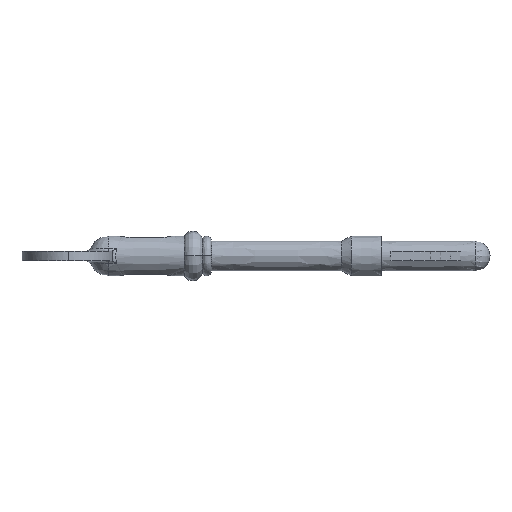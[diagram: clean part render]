
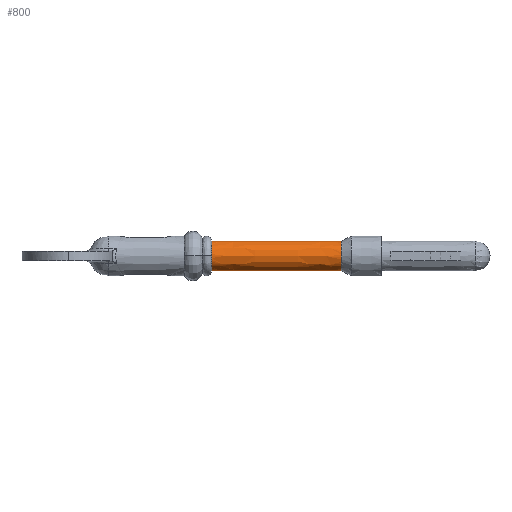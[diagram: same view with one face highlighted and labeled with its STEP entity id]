
A CAD part, front view. The second image highlights one B-rep face of the part: STEP entity #800.
In plain terms, the highlighted free-form (B-spline) face has degree [3, 3] with [11, 4] control points.
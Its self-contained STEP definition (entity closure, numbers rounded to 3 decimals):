
#117=ORIENTED_EDGE('trim curve',*,*,#456,.T.);
#118=ORIENTED_EDGE('trim curve',*,*,#457,.T.);
#119=ORIENTED_EDGE('trim curve',*,*,#458,.T.);
#120=ORIENTED_EDGE('trim curve',*,*,#453,.F.);
#121=ORIENTED_EDGE('trim curve',*,*,#459,.T.);
#343=VERTEX_POINT('Trimming Point',#1443);
#344=VERTEX_POINT('Trimming Point',#1450);
#345=VERTEX_POINT('Trimming Point',#1550);
#346=VERTEX_POINT('Trimming Point',#1562);
#347=VERTEX_POINT('Trimming Point',#1575);
#453=EDGE_CURVE('Edge Curve',#343,#344,#590,.T.);
#456=EDGE_CURVE('Edge Curve',#345,#346,#593,.T.);
#457=EDGE_CURVE('Edge Curve',#346,#347,#594,.T.);
#458=EDGE_CURVE('Edge Curve',#347,#344,#595,.T.);
#459=EDGE_CURVE('Edge Curve',#343,#345,#596,.T.);
#590=(
BOUNDED_CURVE()
B_SPLINE_CURVE(3,(#1444,#1445,#1446,#1447,#1448,#1449,#1450),.UNSPECIFIED.,
.U.,.U.)
B_SPLINE_CURVE_WITH_KNOTS((4,1,1,1,4),(-1.204,-0.903,
-0.602,-0.301,0.),.UNSPECIFIED.)
CURVE()
GEOMETRIC_REPRESENTATION_ITEM()
RATIONAL_B_SPLINE_CURVE((1.,1.,1.,1.,1.,1.,1.))
REPRESENTATION_ITEM('node#4')
);
#593=(
BOUNDED_CURVE()
B_SPLINE_CURVE(3,(#1550,#1551,#1552,#1553,#1554,#1555,#1556,#1557,#1558,
#1559,#1560,#1561,#1562),.UNSPECIFIED.,.U.,.U.)
B_SPLINE_CURVE_WITH_KNOTS((4,3,3,3,4),(0.602,0.785,
0.967,1.161,1.204),.UNSPECIFIED.)
CURVE()
GEOMETRIC_REPRESENTATION_ITEM()
RATIONAL_B_SPLINE_CURVE((1.,0.975,0.975,1.,0.992,
0.992,1.,0.971,0.971,1.,0.996,
0.993,0.99))
REPRESENTATION_ITEM('node#4')
);
#594=(
BOUNDED_CURVE()
B_SPLINE_CURVE(3,(#1563,#1564,#1565,#1566,#1567,#1568,#1569,#1570,#1571,
#1572,#1573,#1574,#1575),.UNSPECIFIED.,.U.,.U.)
B_SPLINE_CURVE_WITH_KNOTS((4,3,3,3,4),(1.204,1.354,1.505,
1.655,1.806),.UNSPECIFIED.)
CURVE()
GEOMETRIC_REPRESENTATION_ITEM()
RATIONAL_B_SPLINE_CURVE((0.99,0.982,0.986,
1.,0.983,0.983,1.,0.983,0.983,
1.,0.983,0.983,1.))
REPRESENTATION_ITEM('node#4')
);
#595=(
BOUNDED_CURVE()
B_SPLINE_CURVE(3,(#1576,#1577,#1578,#1579),.UNSPECIFIED.,.U.,.U.)
B_SPLINE_CURVE_WITH_KNOTS((4,4),(0.128,0.557),.UNSPECIFIED.)
CURVE()
GEOMETRIC_REPRESENTATION_ITEM()
RATIONAL_B_SPLINE_CURVE((1.,1.,1.,1.))
REPRESENTATION_ITEM('node#4')
);
#596=(
BOUNDED_CURVE()
B_SPLINE_CURVE(3,(#1580,#1581,#1582,#1583),.UNSPECIFIED.,.U.,.U.)
B_SPLINE_CURVE_WITH_KNOTS((4,4),(-0.557,-0.128),
.UNSPECIFIED.)
CURVE()
GEOMETRIC_REPRESENTATION_ITEM()
RATIONAL_B_SPLINE_CURVE((1.,1.,1.,1.))
REPRESENTATION_ITEM('node#4')
);
#681=EDGE_LOOP('trim boundary',(#117,#118,#119,#120,#121));
#722=FACE_OUTER_BOUND('Boundary Edges',#681,.T.);
#761=(
BOUNDED_SURFACE()
B_SPLINE_SURFACE(3,3,((#1506,#1507,#1508,#1509),(#1510,#1511,#1512,#1513),
(#1514,#1515,#1516,#1517),(#1518,#1519,#1520,#1521),(#1522,#1523,#1524,#1525),
(#1526,#1527,#1528,#1529),(#1530,#1531,#1532,#1533),(#1534,#1535,#1536,#1537),
(#1538,#1539,#1540,#1541),(#1542,#1543,#1544,#1545),(#1546,#1547,#1548,#1549)),
.UNSPECIFIED.,.U.,.U.,.U.)
B_SPLINE_SURFACE_WITH_KNOTS((4,1,1,1,1,1,1,1,4),(4,4),(2.,3.,4.,5.,6.,7.,
8.,9.,10.),(0.,1.),.UNSPECIFIED.)
GEOMETRIC_REPRESENTATION_ITEM()
RATIONAL_B_SPLINE_SURFACE(((1.,1.,1.,1.),(1.,1.,1.,1.),(1.,1.,1.,1.),(1.,
1.,1.,1.),(1.,1.,1.,1.),(1.,1.,1.,1.),(1.,1.,1.,1.),(1.,1.,1.,1.),(1.,1.,
1.,1.),(1.,1.,1.,1.),(1.,1.,1.,1.)))
REPRESENTATION_ITEM('trim region')
SURFACE()
);
#800=ADVANCED_FACE('trim region',(#722),#761,.T.);
#1443=CARTESIAN_POINT('CVs',(88.9,0.,3.81));
#1444=CARTESIAN_POINT('CVs',(88.9,0.,3.81));
#1445=CARTESIAN_POINT('CVs',(88.9,-0.995,3.81));
#1446=CARTESIAN_POINT('CVs',(88.9,-2.986,2.986));
#1447=CARTESIAN_POINT('CVs',(88.9,-4.222,0.));
#1448=CARTESIAN_POINT('CVs',(88.9,-2.986,-2.986));
#1449=CARTESIAN_POINT('CVs',(88.9,-0.995,-3.81));
#1450=CARTESIAN_POINT('CVs',(88.9,0.,-3.81));
#1506=CARTESIAN_POINT('CVs',(45.72,0.,-3.81));
#1507=CARTESIAN_POINT('CVs',(71.543,0.,-3.81));
#1508=CARTESIAN_POINT('CVs',(97.367,0.,-3.81));
#1509=CARTESIAN_POINT('CVs',(123.19,0.,-3.81));
#1510=CARTESIAN_POINT('CVs',(45.72,0.995,-3.81));
#1511=CARTESIAN_POINT('CVs',(71.543,0.995,-3.81));
#1512=CARTESIAN_POINT('CVs',(97.367,0.995,-3.81));
#1513=CARTESIAN_POINT('CVs',(123.19,0.995,-3.81));
#1514=CARTESIAN_POINT('CVs',(45.72,2.986,-2.986));
#1515=CARTESIAN_POINT('CVs',(71.543,2.986,-2.986));
#1516=CARTESIAN_POINT('CVs',(97.367,2.986,-2.986));
#1517=CARTESIAN_POINT('CVs',(123.19,2.986,-2.986));
#1518=CARTESIAN_POINT('CVs',(45.72,4.222,0.));
#1519=CARTESIAN_POINT('CVs',(71.543,4.222,0.));
#1520=CARTESIAN_POINT('CVs',(97.367,4.222,0.));
#1521=CARTESIAN_POINT('CVs',(123.19,4.222,0.));
#1522=CARTESIAN_POINT('CVs',(45.72,2.986,2.986));
#1523=CARTESIAN_POINT('CVs',(71.543,2.986,2.986));
#1524=CARTESIAN_POINT('CVs',(97.367,2.986,2.986));
#1525=CARTESIAN_POINT('CVs',(123.19,2.986,2.986));
#1526=CARTESIAN_POINT('CVs',(45.72,0.,4.222));
#1527=CARTESIAN_POINT('CVs',(71.543,0.,4.222));
#1528=CARTESIAN_POINT('CVs',(97.367,0.,4.222));
#1529=CARTESIAN_POINT('CVs',(123.19,0.,4.222));
#1530=CARTESIAN_POINT('CVs',(45.72,-2.986,2.986));
#1531=CARTESIAN_POINT('CVs',(71.543,-2.986,2.986));
#1532=CARTESIAN_POINT('CVs',(97.367,-2.986,2.986));
#1533=CARTESIAN_POINT('CVs',(123.19,-2.986,2.986));
#1534=CARTESIAN_POINT('CVs',(45.72,-4.222,0.));
#1535=CARTESIAN_POINT('CVs',(71.543,-4.222,0.));
#1536=CARTESIAN_POINT('CVs',(97.367,-4.222,0.));
#1537=CARTESIAN_POINT('CVs',(123.19,-4.222,0.));
#1538=CARTESIAN_POINT('CVs',(45.72,-2.986,-2.986));
#1539=CARTESIAN_POINT('CVs',(71.543,-2.986,-2.986));
#1540=CARTESIAN_POINT('CVs',(97.367,-2.986,-2.986));
#1541=CARTESIAN_POINT('CVs',(123.19,-2.986,-2.986));
#1542=CARTESIAN_POINT('CVs',(45.72,-0.995,-3.81));
#1543=CARTESIAN_POINT('CVs',(71.543,-0.995,-3.81));
#1544=CARTESIAN_POINT('CVs',(97.367,-0.995,-3.81));
#1545=CARTESIAN_POINT('CVs',(123.19,-0.995,-3.81));
#1546=CARTESIAN_POINT('CVs',(45.72,0.,-3.81));
#1547=CARTESIAN_POINT('CVs',(71.543,0.,-3.81));
#1548=CARTESIAN_POINT('CVs',(97.367,0.,-3.81));
#1549=CARTESIAN_POINT('CVs',(123.19,0.,-3.81));
#1550=CARTESIAN_POINT('CVs',(55.626,0.,3.81));
#1551=CARTESIAN_POINT('CVs',(55.626,-0.601,3.81));
#1552=CARTESIAN_POINT('CVs',(55.626,-1.199,3.663));
#1553=CARTESIAN_POINT('CVs',(55.626,-1.749,3.38));
#1554=CARTESIAN_POINT('CVs',(55.626,-2.3,3.097));
#1555=CARTESIAN_POINT('CVs',(55.626,-2.755,2.702));
#1556=CARTESIAN_POINT('CVs',(55.626,-3.105,2.204));
#1557=CARTESIAN_POINT('CVs',(55.626,-3.478,1.675));
#1558=CARTESIAN_POINT('CVs',(55.626,-3.711,1.064));
#1559=CARTESIAN_POINT('CVs',(55.626,-3.785,0.424));
#1560=CARTESIAN_POINT('CVs',(55.626,-3.802,0.284));
#1561=CARTESIAN_POINT('CVs',(55.626,-3.81,0.142));
#1562=CARTESIAN_POINT('CVs',(55.626,-3.81,0.));
#1563=CARTESIAN_POINT('CVs',(55.626,-3.81,0.));
#1564=CARTESIAN_POINT('CVs',(55.626,-3.81,-0.496));
#1565=CARTESIAN_POINT('CVs',(55.626,-3.71,-0.987));
#1566=CARTESIAN_POINT('CVs',(55.626,-3.516,-1.456));
#1567=CARTESIAN_POINT('CVs',(55.626,-3.322,-1.926));
#1568=CARTESIAN_POINT('CVs',(55.626,-3.043,-2.345));
#1569=CARTESIAN_POINT('CVs',(55.626,-2.694,-2.694));
#1570=CARTESIAN_POINT('CVs',(55.626,-2.345,-3.043));
#1571=CARTESIAN_POINT('CVs',(55.626,-1.926,-3.322));
#1572=CARTESIAN_POINT('CVs',(55.626,-1.456,-3.516));
#1573=CARTESIAN_POINT('CVs',(55.626,-0.987,-3.71));
#1574=CARTESIAN_POINT('CVs',(55.626,-0.493,-3.81));
#1575=CARTESIAN_POINT('CVs',(55.626,0.,-3.81));
#1576=CARTESIAN_POINT('CVs',(55.626,0.,-3.81));
#1577=CARTESIAN_POINT('CVs',(66.717,0.,-3.81));
#1578=CARTESIAN_POINT('CVs',(77.809,0.,-3.81));
#1579=CARTESIAN_POINT('CVs',(88.9,0.,-3.81));
#1580=CARTESIAN_POINT('CVs',(88.9,0.,3.81));
#1581=CARTESIAN_POINT('CVs',(77.809,0.,3.81));
#1582=CARTESIAN_POINT('CVs',(66.717,0.,3.81));
#1583=CARTESIAN_POINT('CVs',(55.626,0.,3.81));
